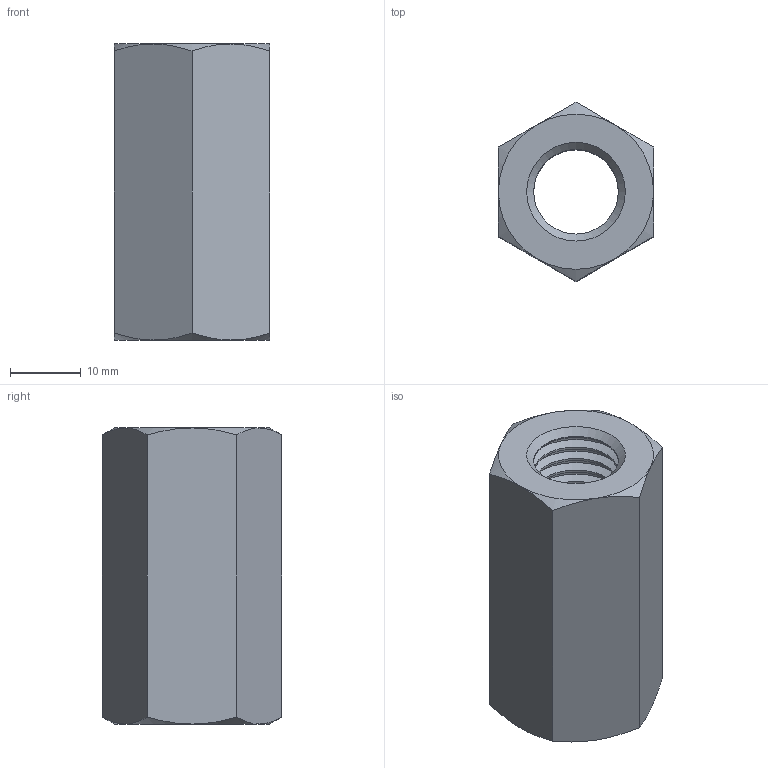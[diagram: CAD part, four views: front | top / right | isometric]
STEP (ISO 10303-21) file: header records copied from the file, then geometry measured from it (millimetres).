
FILE_DESCRIPTION( ( 'Unknown' ), '1' );
FILE_NAME( 'PT05-1422.stp', 'Unknown', ( 'Unknown' ), ( 'Unknown' ), 'XStep 1.0', 'Unknown', ' ' );
FILE_SCHEMA( ( 'CONFIG_CONTROL_DESIGN' ) );
Length unit declared in the file: millimetre
Products named in the file (1): 1
Bounding box: 22 x 25.4 x 42 mm (x, y, z)
Volume: 11923.7 mm3; surface area: 6394 mm2
Topology: 1 solids, 1 shells, 103 faces, 211 edges, 110 vertices
Faces by surface type: cone 54, cylinder 41, plane 8
Full cylindrical faces by diameter (mm): 12 x21, 14 x20
Entity records: 2336 total; most frequent: CARTESIAN_POINT 482, DIRECTION 406, ORIENTED_EDGE 252, AXIS2_PLACEMENT_3D 200, EDGE_LOOP 188, FACE_OUTER_BOUND 144, EDGE_CURVE 126, VERTEX_POINT 108
